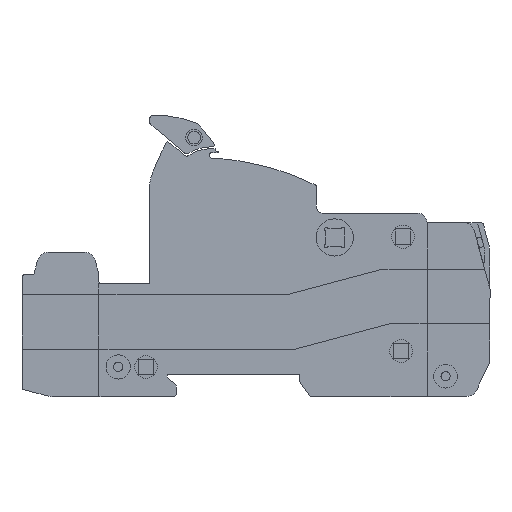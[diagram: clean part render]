
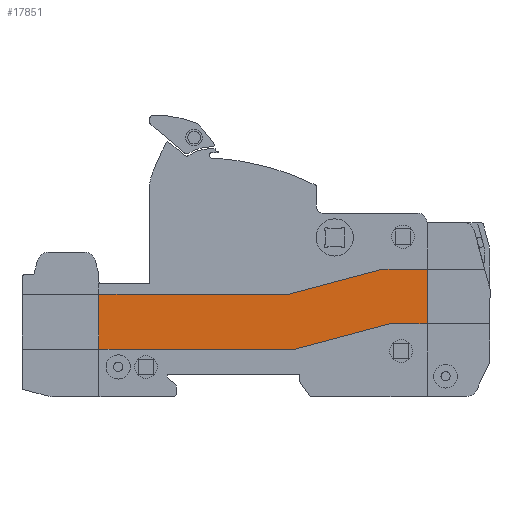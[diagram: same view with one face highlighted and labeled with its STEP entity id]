
A CAD part, left-side view. The second image highlights one B-rep face of the part: STEP entity #17851.
In plain terms, the highlighted planar face has unit normal (-1, 0, 0).
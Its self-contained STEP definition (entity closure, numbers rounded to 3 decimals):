
#17537=CARTESIAN_POINT('',(0.0,-52.351,13.7));
#17538=VERTEX_POINT('',#17537);
#17545=CARTESIAN_POINT('',(0.0,-42.746,13.7));
#17546=VERTEX_POINT('',#17545);
#17547=CARTESIAN_POINT('',(0.0,-52.351,13.7));
#17548=DIRECTION('',(0.0,1.0,0.0));
#17549=VECTOR('',#17548,9.605);
#17550=LINE('',#17547,#17549);
#17551=EDGE_CURVE('',#17538,#17546,#17550,.T.);
#17571=CARTESIAN_POINT('',(0.0,-52.351,28.4));
#17572=VERTEX_POINT('',#17571);
#17579=CARTESIAN_POINT('',(0.,-52.351,28.4));
#17580=DIRECTION('',(0.0,0.0,-1.0));
#17581=VECTOR('',#17580,14.7);
#17582=LINE('',#17579,#17581);
#17583=EDGE_CURVE('',#17572,#17538,#17582,.T.);
#17594=CARTESIAN_POINT('',(0.0,-40.424,28.4));
#17595=VERTEX_POINT('',#17594);
#17602=CARTESIAN_POINT('',(0.0,-40.424,28.4));
#17603=DIRECTION('',(0.0,-1.0,0.0));
#17604=VECTOR('',#17603,11.927);
#17605=LINE('',#17602,#17604);
#17606=EDGE_CURVE('',#17595,#17572,#17605,.T.);
#17620=CARTESIAN_POINT('',(0.0,-39.639,28.296));
#17621=VERTEX_POINT('',#17620);
#17628=CARTESIAN_POINT('',(0.0,-40.425,25.376));
#17629=DIRECTION('',(1.0,0.,0.));
#17630=DIRECTION('',(0.,0.131,0.991));
#17631=AXIS2_PLACEMENT_3D('',#17628,#17629,#17630);
#17632=CIRCLE('',#17631,3.024);
#17633=EDGE_CURVE('',#17621,#17595,#17632,.T.);
#17645=CARTESIAN_POINT('',(0.0,-15.032,21.703));
#17646=VERTEX_POINT('',#17645);
#17653=CARTESIAN_POINT('',(0.,-15.032,21.703));
#17654=DIRECTION('',(0.,-0.966,0.259));
#17655=VECTOR('',#17654,25.475);
#17656=LINE('',#17653,#17655);
#17657=EDGE_CURVE('',#17646,#17621,#17656,.T.);
#17669=CARTESIAN_POINT('',(0.0,-14.261,21.601));
#17670=VERTEX_POINT('',#17669);
#17677=CARTESIAN_POINT('',(0.0,-14.259,24.584));
#17678=DIRECTION('',(-1.0,0.,0.));
#17679=DIRECTION('',(0.,-0.131,-0.991));
#17680=AXIS2_PLACEMENT_3D('',#17677,#17678,#17679);
#17681=CIRCLE('',#17680,2.983);
#17682=EDGE_CURVE('',#17670,#17646,#17681,.T.);
#17694=CARTESIAN_POINT('',(0.0,-16.987,6.904));
#17695=VERTEX_POINT('',#17694);
#17702=CARTESIAN_POINT('',(0.0,-16.203,6.801));
#17703=VERTEX_POINT('',#17702);
#17704=CARTESIAN_POINT('',(0.0,-16.203,9.816));
#17705=DIRECTION('',(1.0,0.,0.));
#17706=DIRECTION('',(0.,-0.131,-0.991));
#17707=AXIS2_PLACEMENT_3D('',#17704,#17705,#17706);
#17708=CIRCLE('',#17707,3.016);
#17709=EDGE_CURVE('',#17695,#17703,#17708,.T.);
#17726=CARTESIAN_POINT('',(0.0,-41.963,13.597));
#17727=VERTEX_POINT('',#17726);
#17734=CARTESIAN_POINT('',(0.,-41.963,13.597));
#17735=DIRECTION('',(0.,0.966,-0.259));
#17736=VECTOR('',#17735,25.857);
#17737=LINE('',#17734,#17736);
#17738=EDGE_CURVE('',#17727,#17695,#17737,.T.);
#17751=CARTESIAN_POINT('',(0.0,-42.746,10.685));
#17752=DIRECTION('',(-1.0,0.,0.));
#17753=DIRECTION('',(0.,0.131,0.991));
#17754=AXIS2_PLACEMENT_3D('',#17751,#17752,#17753);
#17755=CIRCLE('',#17754,3.016);
#17756=EDGE_CURVE('',#17546,#17727,#17755,.T.);
#17769=CARTESIAN_POINT('',(0.0,36.342,6.801));
#17770=VERTEX_POINT('',#17769);
#17771=CARTESIAN_POINT('',(0.0,-16.203,6.801));
#17772=DIRECTION('',(0.0,1.0,0.0));
#17773=VECTOR('',#17772,52.545);
#17774=LINE('',#17771,#17773);
#17775=EDGE_CURVE('',#17703,#17770,#17774,.T.);
#17796=CARTESIAN_POINT('',(0.0,36.342,21.601));
#17797=VERTEX_POINT('',#17796);
#17798=CARTESIAN_POINT('',(0.,36.342,6.801));
#17799=DIRECTION('',(0.0,0.0,1.0));
#17800=VECTOR('',#17799,14.8);
#17801=LINE('',#17798,#17800);
#17802=EDGE_CURVE('',#17770,#17797,#17801,.T.);
#17819=CARTESIAN_POINT('',(0.0,36.342,21.601));
#17820=DIRECTION('',(0.0,-1.0,0.0));
#17821=VECTOR('',#17820,50.603);
#17822=LINE('',#17819,#17821);
#17823=EDGE_CURVE('',#17797,#17670,#17822,.T.);
#17832=CARTESIAN_POINT('',(0.0,-8.158,16.283));
#17833=DIRECTION('',(-1.0,0.0,0.0));
#17834=DIRECTION('',(0.0,0.0,1.0));
#17835=AXIS2_PLACEMENT_3D('',#17832,#17833,#17834);
#17836=PLANE('',#17835);
#17837=ORIENTED_EDGE('',*,*,#17606,.F.);
#17838=ORIENTED_EDGE('',*,*,#17633,.F.);
#17839=ORIENTED_EDGE('',*,*,#17657,.F.);
#17840=ORIENTED_EDGE('',*,*,#17682,.F.);
#17841=ORIENTED_EDGE('',*,*,#17823,.F.);
#17842=ORIENTED_EDGE('',*,*,#17802,.F.);
#17843=ORIENTED_EDGE('',*,*,#17775,.F.);
#17844=ORIENTED_EDGE('',*,*,#17709,.F.);
#17845=ORIENTED_EDGE('',*,*,#17738,.F.);
#17846=ORIENTED_EDGE('',*,*,#17756,.F.);
#17847=ORIENTED_EDGE('',*,*,#17551,.F.);
#17848=ORIENTED_EDGE('',*,*,#17583,.F.);
#17849=EDGE_LOOP('',(#17837,#17838,#17839,#17840,#17841,#17842,#17843,#17844,#17845,#17846,#17847,#17848));
#17850=FACE_OUTER_BOUND('',#17849,.T.);
#17851=ADVANCED_FACE('',(#17850),#17836,.T.);
